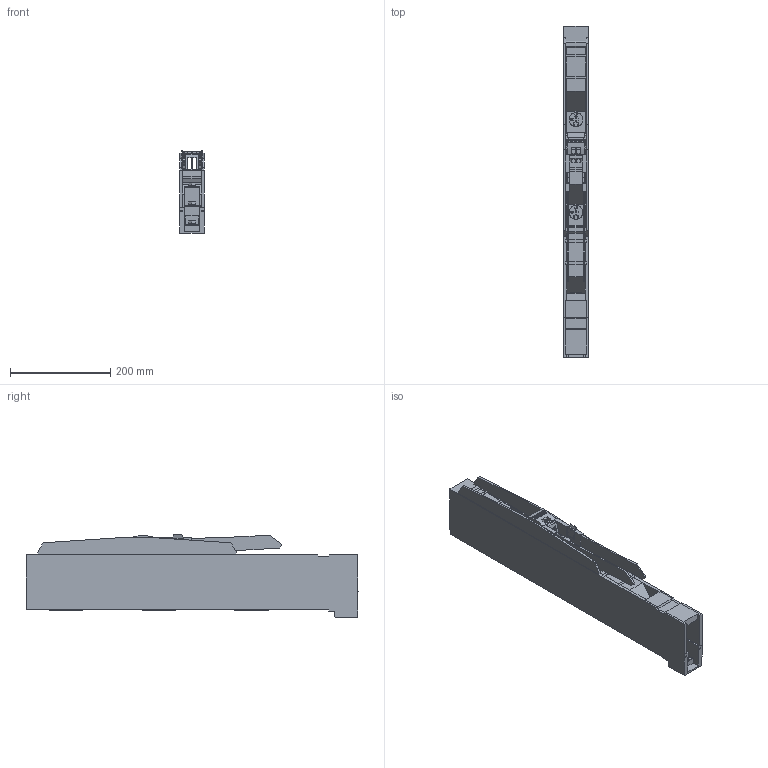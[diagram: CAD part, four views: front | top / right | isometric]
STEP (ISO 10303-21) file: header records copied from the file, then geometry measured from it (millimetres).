
FILE_DESCRIPTION(/* description */ (''),/* implementation_level */ '2;1');
FILE_NAME(/* name */ '3NJ41033BF01_v.stp',/* time_stamp */ '2023-06-01T12:10:00+02:00',/* author */ (''),/* organization */ (''),/* preprocessor_version */ 'ST-DEVELOPER v18.101',/* originating_system */ 'SIEMENS PLM Software NX 2008',/* authorisation */ '');
FILE_SCHEMA (('AUTOMOTIVE_DESIGN { 1 0 10303 214 3 1 1 1 }'));
Length unit declared in the file: millimetre
Products named in the file (1): model1
Bounding box: 49.6 x 662.32 x 164.82 mm (x, y, z)
Volume: 2022355.6 mm3; surface area: 518813.6 mm2
Topology: 3 solids, 3 shells, 914 faces, 2714 edges, 1805 vertices
Faces by surface type: plane 840, cylinder 51, cone 15, extrusion 8
Full cylindrical faces by diameter (mm): 3 x1, 3.2 x2, 4.5 x4, 8 x3, 8.4 x3, 8.5 x4, 9 x2, 13.6 x5
Entity records: 32139 total; most frequent: CARTESIAN_POINT 6258, ORIENTED_EDGE 5362, DIRECTION 4584, EDGE_CURVE 2681, VECTOR 2438, LINE 2430, VERTEX_POINT 1799, AXIS2_PLACEMENT_3D 1073
